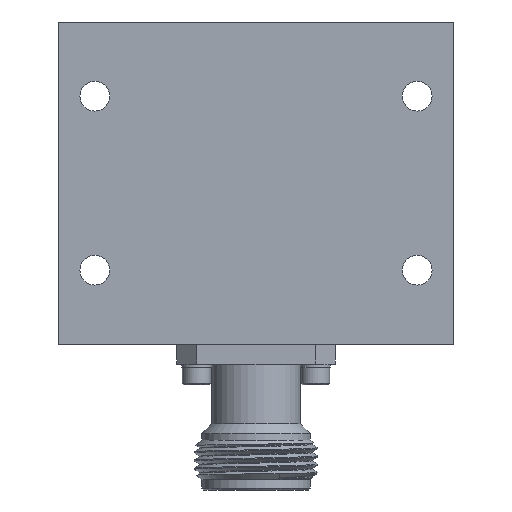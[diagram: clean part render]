
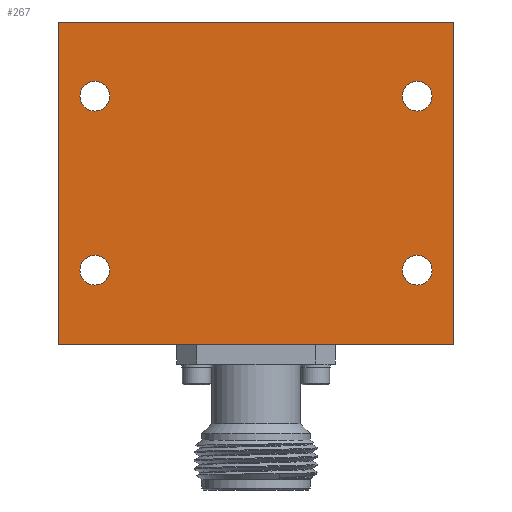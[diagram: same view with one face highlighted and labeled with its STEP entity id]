
A CAD part, front view. The second image highlights one B-rep face of the part: STEP entity #267.
In plain terms, the highlighted planar face has unit normal (0, -1, 0).
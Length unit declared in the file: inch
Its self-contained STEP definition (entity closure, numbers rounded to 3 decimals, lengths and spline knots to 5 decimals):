
#22 = EDGE_LOOP ( 'NONE', ( #4234 ) ) ;
#267 = ADVANCED_FACE ( 'NONE', ( #18844, #18392, #12891, #4125, #8077 ), #8207, .F. ) ;
#323 = EDGE_CURVE ( 'NONE', #10424, #10424, #16548, .T. ) ;
#794 = ORIENTED_EDGE ( 'NONE', *, *, #7944, .F. ) ;
#1184 = CIRCLE ( 'NONE', #9180, 0.075 ) ;
#1197 = EDGE_CURVE ( 'NONE', #10450, #4244, #7356, .T. ) ;
#1204 = VERTEX_POINT ( 'NONE', #8483 ) ;
#1223 = CIRCLE ( 'NONE', #3913, 0.075 ) ;
#2028 = EDGE_LOOP ( 'NONE', ( #3769, #9078, #794, #14724 ) ) ;
#2410 = AXIS2_PLACEMENT_3D ( 'NONE', #10989, #16829, #15359 ) ;
#2830 = VERTEX_POINT ( 'NONE', #11428 ) ;
#3769 = ORIENTED_EDGE ( 'NONE', *, *, #12302, .T. ) ;
#3913 = AXIS2_PLACEMENT_3D ( 'NONE', #8603, #15906, #7056 ) ;
#4116 = DIRECTION ( 'NONE',  ( 0., 0., -1. ) ) ;
#4125 = FACE_BOUND ( 'NONE', #17309, .T. ) ;
#4234 = ORIENTED_EDGE ( 'NONE', *, *, #9092, .F. ) ;
#4244 = VERTEX_POINT ( 'NONE', #8079 ) ;
#4882 = DIRECTION ( 'NONE',  ( 0., -1., 0. ) ) ;
#5216 = DIRECTION ( 'NONE',  ( 0., 1., 0. ) ) ;
#5232 = CARTESIAN_POINT ( 'NONE',  ( 0.815, -0.51, -0.44 ) ) ;
#5798 = CARTESIAN_POINT ( 'NONE',  ( -1., -0.51, 0.815 ) ) ;
#6166 = LINE ( 'NONE', #14614, #9639 ) ;
#6325 = CARTESIAN_POINT ( 'NONE',  ( -0.815, -0.51, 0.44 ) ) ;
#6839 = VERTEX_POINT ( 'NONE', #13657 ) ;
#6993 = LINE ( 'NONE', #12195, #7692 ) ;
#7056 = DIRECTION ( 'NONE',  ( 0., 0., -1. ) ) ;
#7356 = LINE ( 'NONE', #5798, #11712 ) ;
#7641 = DIRECTION ( 'NONE',  ( 1., 0., 0. ) ) ;
#7692 = VECTOR ( 'NONE', #7641, 39.37008 ) ;
#7895 = VERTEX_POINT ( 'NONE', #15796 ) ;
#7944 = EDGE_CURVE ( 'NONE', #10450, #6839, #6993, .T. ) ;
#8077 = FACE_BOUND ( 'NONE', #22, .T. ) ;
#8079 = CARTESIAN_POINT ( 'NONE',  ( -1., -0.51, -0.815 ) ) ;
#8104 = CARTESIAN_POINT ( 'NONE',  ( -0.625, -0.51, -0.815 ) ) ;
#8162 = DIRECTION ( 'NONE',  ( 0., 0., -1. ) ) ;
#8207 = PLANE ( 'NONE',  #12552 ) ;
#8483 = CARTESIAN_POINT ( 'NONE',  ( 0.815, -0.51, 0.365 ) ) ;
#8603 = CARTESIAN_POINT ( 'NONE',  ( 0.815, -0.51, 0.44 ) ) ;
#8714 = EDGE_LOOP ( 'NONE', ( #17124 ) ) ;
#9078 = ORIENTED_EDGE ( 'NONE', *, *, #13297, .T. ) ;
#9092 = EDGE_CURVE ( 'NONE', #9495, #9495, #1184, .T. ) ;
#9180 = AXIS2_PLACEMENT_3D ( 'NONE', #5232, #18652, #8162 ) ;
#9347 = LINE ( 'NONE', #8104, #15058 ) ;
#9495 = VERTEX_POINT ( 'NONE', #15728 ) ;
#9639 = VECTOR ( 'NONE', #11682, 39.37008 ) ;
#9922 = EDGE_CURVE ( 'NONE', #7895, #7895, #18888, .T. ) ;
#10255 = EDGE_LOOP ( 'NONE', ( #17387 ) ) ;
#10424 = VERTEX_POINT ( 'NONE', #12954 ) ;
#10443 = ORIENTED_EDGE ( 'NONE', *, *, #18769, .F. ) ;
#10450 = VERTEX_POINT ( 'NONE', #12956 ) ;
#10989 = CARTESIAN_POINT ( 'NONE',  ( -0.815, -0.51, -0.44 ) ) ;
#11428 = CARTESIAN_POINT ( 'NONE',  ( 1., -0.51, -0.815 ) ) ;
#11682 = DIRECTION ( 'NONE',  ( 0., 0., 1. ) ) ;
#11712 = VECTOR ( 'NONE', #4116, 39.37008 ) ;
#12195 = CARTESIAN_POINT ( 'NONE',  ( -0.625, -0.51, 0.815 ) ) ;
#12302 = EDGE_CURVE ( 'NONE', #4244, #2830, #9347, .T. ) ;
#12504 = DIRECTION ( 'NONE',  ( 0., 0., 1. ) ) ;
#12552 = AXIS2_PLACEMENT_3D ( 'NONE', #18397, #5216, #12504 ) ;
#12891 = FACE_BOUND ( 'NONE', #10255, .T. ) ;
#12954 = CARTESIAN_POINT ( 'NONE',  ( -0.815, -0.51, 0.365 ) ) ;
#12956 = CARTESIAN_POINT ( 'NONE',  ( -1., -0.51, 0.815 ) ) ;
#13297 = EDGE_CURVE ( 'NONE', #2830, #6839, #6166, .T. ) ;
#13532 = AXIS2_PLACEMENT_3D ( 'NONE', #6325, #4882, #14092 ) ;
#13657 = CARTESIAN_POINT ( 'NONE',  ( 1., -0.51, 0.815 ) ) ;
#14092 = DIRECTION ( 'NONE',  ( 0., 0., -1. ) ) ;
#14614 = CARTESIAN_POINT ( 'NONE',  ( 1., -0.51, 0.815 ) ) ;
#14724 = ORIENTED_EDGE ( 'NONE', *, *, #1197, .T. ) ;
#15058 = VECTOR ( 'NONE', #18362, 39.37008 ) ;
#15359 = DIRECTION ( 'NONE',  ( 0., 0., -1. ) ) ;
#15728 = CARTESIAN_POINT ( 'NONE',  ( 0.815, -0.51, -0.515 ) ) ;
#15796 = CARTESIAN_POINT ( 'NONE',  ( -0.815, -0.51, -0.515 ) ) ;
#15906 = DIRECTION ( 'NONE',  ( 0., -1., 0. ) ) ;
#16548 = CIRCLE ( 'NONE', #13532, 0.075 ) ;
#16829 = DIRECTION ( 'NONE',  ( 0., -1., 0. ) ) ;
#17124 = ORIENTED_EDGE ( 'NONE', *, *, #323, .F. ) ;
#17309 = EDGE_LOOP ( 'NONE', ( #10443 ) ) ;
#17387 = ORIENTED_EDGE ( 'NONE', *, *, #9922, .F. ) ;
#18362 = DIRECTION ( 'NONE',  ( 1., 0., 0. ) ) ;
#18392 = FACE_BOUND ( 'NONE', #8714, .T. ) ;
#18397 = CARTESIAN_POINT ( 'NONE',  ( -0.625, -0.51, 0.815 ) ) ;
#18652 = DIRECTION ( 'NONE',  ( 0., -1., 0. ) ) ;
#18769 = EDGE_CURVE ( 'NONE', #1204, #1204, #1223, .T. ) ;
#18844 = FACE_OUTER_BOUND ( 'NONE', #2028, .T. ) ;
#18888 = CIRCLE ( 'NONE', #2410, 0.075 ) ;
